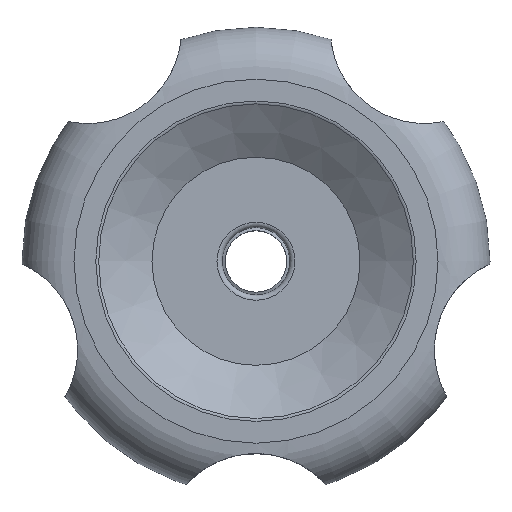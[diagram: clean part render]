
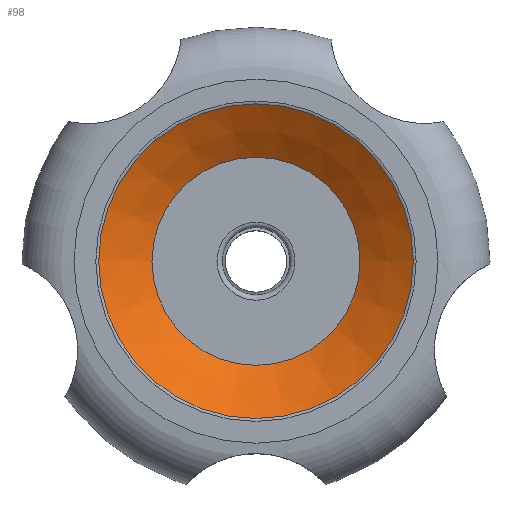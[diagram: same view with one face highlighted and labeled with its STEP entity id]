
A CAD part, top view. The second image highlights one B-rep face of the part: STEP entity #98.
In plain terms, the highlighted conical face has half-angle 56.31 degrees and reference radius 30.5 mm.
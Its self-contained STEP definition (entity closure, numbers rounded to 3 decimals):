
#98 = ADVANCED_FACE( '', ( #216, #217 ), #218, .F. );
#216 = FACE_OUTER_BOUND( '', #327, .T. );
#217 = FACE_BOUND( '', #328, .T. );
#218 = CONICAL_SURFACE( '', #329, 30.5, 0.983 );
#327 = EDGE_LOOP( '', ( #480 ) );
#328 = EDGE_LOOP( '', ( #481 ) );
#329 = AXIS2_PLACEMENT_3D( '', #482, #483, #484 );
#480 = ORIENTED_EDGE( '', *, *, #514, .T. );
#481 = ORIENTED_EDGE( '', *, *, #530, .F. );
#482 = CARTESIAN_POINT( '', ( 0., 0., 52. ) );
#483 = DIRECTION( '', ( 0., 0., 1. ) );
#484 = DIRECTION( '', ( 1., 0., 0. ) );
#514 = EDGE_CURVE( '', #583, #583, #584, .F. );
#530 = EDGE_CURVE( '', #604, #604, #605, .T. );
#583 = VERTEX_POINT( '', #1188 );
#584 = CIRCLE( '', #1189, 30.248 );
#604 = VERTEX_POINT( '', #1209 );
#605 = CIRCLE( '', #1210, 20. );
#1188 = CARTESIAN_POINT( '', ( -30.248, 0., 51.832 ) );
#1189 = AXIS2_PLACEMENT_3D( '', #1261, #1262, #1263 );
#1209 = CARTESIAN_POINT( '', ( 20., 0., 45. ) );
#1210 = AXIS2_PLACEMENT_3D( '', #1276, #1277, #1278 );
#1261 = CARTESIAN_POINT( '', ( 0., 0., 51.832 ) );
#1262 = DIRECTION( '', ( 0., 0., -1. ) );
#1263 = DIRECTION( '', ( -1., 0., 0. ) );
#1276 = CARTESIAN_POINT( '', ( 0., 0., 45. ) );
#1277 = DIRECTION( '', ( 0., 0., 1. ) );
#1278 = DIRECTION( '', ( 1., 0., 0. ) );
